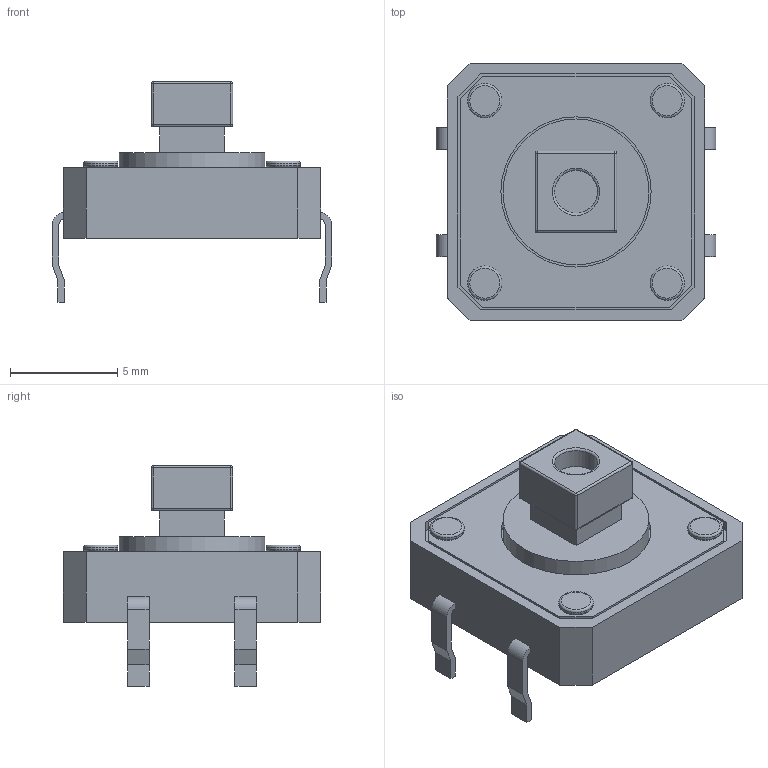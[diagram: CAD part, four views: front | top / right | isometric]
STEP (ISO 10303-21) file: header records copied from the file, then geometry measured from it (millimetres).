
FILE_DESCRIPTION(('FreeCAD Model'),'2;1');
FILE_NAME('pts125_12mm_snap.step','2020-01-22T20:27:01',('Author'),(''), 'Open CASCADE STEP processor 7.3','FreeCAD','Unknown');
FILE_SCHEMA(('AUTOMOTIVE_DESIGN { 1 0 10303 214 1 1 1 1 }'));
Length unit declared in the file: millimetre
Products named in the file (6): PinA; PinB; Case; Base; ArrayLocks; PushSuport
Bounding box: 13.02 x 12 x 10.28 mm (x, y, z)
Volume: 512.7 mm3; surface area: 849 mm2
Topology: 11 solids, 11 shells, 146 faces, 323 edges, 199 vertices
Faces by surface type: plane 94, cylinder 35, torus 9, sphere 8
Full cylindrical faces by diameter (mm): 0.98 x4, 1 x4, 1.6 x4, 2 x1, 6.8 x1, 7 x1
Entity records: 8190 total; most frequent: CARTESIAN_POINT 1449, DIRECTION 1259, LINE 761, VECTOR 761, ORIENTED_EDGE 630, PCURVE 630, DEFINITIONAL_REPRESENTATION 630, EDGE_CURVE 315
